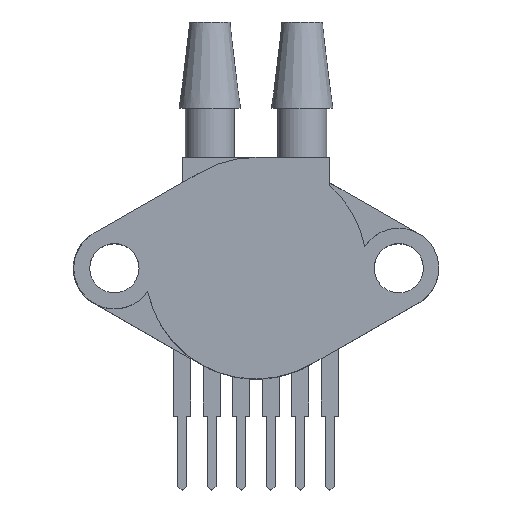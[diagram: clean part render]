
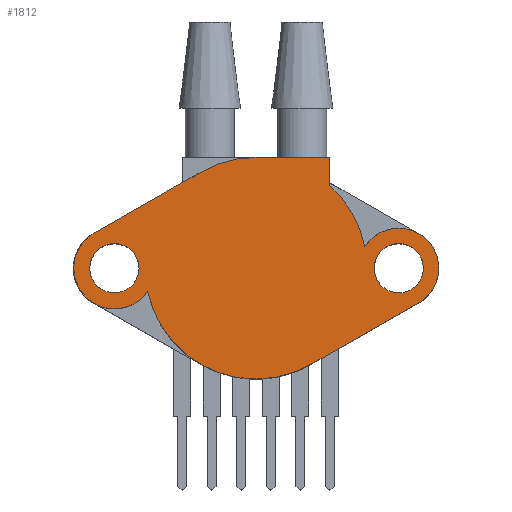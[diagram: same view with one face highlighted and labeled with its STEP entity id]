
A CAD part, top view. The second image highlights one B-rep face of the part: STEP entity #1812.
In plain terms, the highlighted planar face has unit normal (0, 0, 1).
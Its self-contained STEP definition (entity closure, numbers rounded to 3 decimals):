
#118=PLANE('',#2893);
#212=VECTOR('',#1965,1.);
#217=VECTOR('',#1971,1.);
#218=VECTOR('',#1974,1.);
#236=VECTOR('',#2021,1.);
#244=VECTOR('',#2043,1.);
#412=LINE('',#2401,#212);
#417=LINE('',#2411,#217);
#418=LINE('',#2415,#218);
#436=LINE('',#2470,#236);
#444=LINE('',#2492,#244);
#602=VERTEX_POINT('',#2356);
#603=VERTEX_POINT('',#2358);
#622=VERTEX_POINT('',#2400);
#627=VERTEX_POINT('',#2412);
#628=VERTEX_POINT('',#2413);
#629=VERTEX_POINT('',#2416);
#644=VERTEX_POINT('',#2460);
#647=VERTEX_POINT('',#2469);
#650=VERTEX_POINT('',#2480);
#654=VERTEX_POINT('',#2493);
#656=VERTEX_POINT('',#2503);
#657=VERTEX_POINT('',#2505);
#762=CIRCLE('',#2853,9.);
#778=CIRCLE('',#2879,9.);
#780=CIRCLE('',#2883,3.3);
#782=CIRCLE('',#2886,3.255);
#784=CIRCLE('',#2892,9.);
#785=CIRCLE('',#2894,2.);
#786=CIRCLE('',#2895,2.);
#817=EDGE_CURVE('',#603,#602,#762,.T.);
#839=EDGE_CURVE('',#602,#622,#412,.T.);
#844=EDGE_CURVE('',#627,#628,#417,.T.);
#846=EDGE_CURVE('',#629,#627,#418,.T.);
#869=EDGE_CURVE('',#628,#644,#778,.T.);
#874=EDGE_CURVE('',#644,#647,#436,.T.);
#876=EDGE_CURVE('',#647,#603,#780,.T.);
#880=EDGE_CURVE('',#622,#650,#782,.T.);
#886=EDGE_CURVE('',#654,#629,#444,.T.);
#890=EDGE_CURVE('',#650,#654,#784,.T.);
#891=EDGE_CURVE('',#656,#656,#785,.T.);
#892=EDGE_CURVE('',#657,#657,#786,.T.);
#1166=ORIENTED_EDGE('',*,*,#891,.F.);
#1167=ORIENTED_EDGE('',*,*,#892,.F.);
#1168=ORIENTED_EDGE('',*,*,#880,.T.);
#1169=ORIENTED_EDGE('',*,*,#890,.T.);
#1170=ORIENTED_EDGE('',*,*,#886,.T.);
#1171=ORIENTED_EDGE('',*,*,#846,.T.);
#1172=ORIENTED_EDGE('',*,*,#844,.T.);
#1173=ORIENTED_EDGE('',*,*,#869,.T.);
#1174=ORIENTED_EDGE('',*,*,#874,.T.);
#1175=ORIENTED_EDGE('',*,*,#876,.T.);
#1176=ORIENTED_EDGE('',*,*,#817,.T.);
#1177=ORIENTED_EDGE('',*,*,#839,.T.);
#1572=EDGE_LOOP('',(#1166));
#1573=EDGE_LOOP('',(#1167));
#1574=EDGE_LOOP('',(#1168,#1169,#1170,#1171,#1172,#1173,#1174,#1175,#1176,
#1177));
#1695=FACE_BOUND('',#1572,.T.);
#1696=FACE_BOUND('',#1573,.T.);
#1697=FACE_BOUND('',#1574,.T.);
#1812=ADVANCED_FACE('',(#1695,#1696,#1697),#118,.T.);
#1935=DIRECTION('',(0.,0.,1.));
#1936=DIRECTION('',(9.,0.,0.));
#1965=DIRECTION('',(0.869,0.496,0.));
#1971=DIRECTION('',(-1.,0.,0.));
#1974=DIRECTION('',(-1.,0.,0.));
#2014=DIRECTION('',(0.,0.,1.));
#2015=DIRECTION('',(9.,0.,0.));
#2021=DIRECTION('',(-0.869,-0.496,0.));
#2026=DIRECTION('',(0.,0.,1.));
#2027=DIRECTION('',(3.3,0.,0.));
#2034=DIRECTION('',(0.,0.,1.));
#2035=DIRECTION('',(3.255,0.,0.));
#2043=DIRECTION('',(0.,1.,0.));
#2051=DIRECTION('',(0.,0.,1.));
#2052=DIRECTION('',(9.,0.,0.));
#2053=DIRECTION('',(0.,0.,1.));
#2054=DIRECTION('',(0.,0.,1.));
#2055=DIRECTION('',(2.,0.,0.));
#2056=DIRECTION('',(0.,0.,1.));
#2057=DIRECTION('',(2.,0.,0.));
#2356=CARTESIAN_POINT('',(4.461,-7.817,5.5));
#2357=CARTESIAN_POINT('',(0.,0.,5.5));
#2358=CARTESIAN_POINT('',(-8.798,-1.895,5.5));
#2400=CARTESIAN_POINT('',(13.136,-2.866,5.5));
#2401=CARTESIAN_POINT('',(4.461,-7.817,5.5));
#2411=CARTESIAN_POINT('',(3.75,9.,5.5));
#2412=CARTESIAN_POINT('',(3.75,9.,5.5));
#2413=CARTESIAN_POINT('',(0.,9.,5.5));
#2415=CARTESIAN_POINT('',(6.,9.,5.5));
#2416=CARTESIAN_POINT('',(6.,9.,5.5));
#2460=CARTESIAN_POINT('',(-4.461,7.817,5.5));
#2461=CARTESIAN_POINT('',(0.,0.,5.5));
#2469=CARTESIAN_POINT('',(-13.136,2.866,5.5));
#2470=CARTESIAN_POINT('',(-4.461,7.817,5.5));
#2473=CARTESIAN_POINT('',(-11.5,0.,5.5));
#2480=CARTESIAN_POINT('',(8.833,1.727,5.5));
#2481=CARTESIAN_POINT('',(11.592,0.,5.5));
#2492=CARTESIAN_POINT('',(6.,6.708,5.5));
#2493=CARTESIAN_POINT('',(6.,6.708,5.5));
#2500=CARTESIAN_POINT('',(0.,0.,5.5));
#2501=CARTESIAN_POINT('',(0.812,-28.957,5.5));
#2502=CARTESIAN_POINT('',(11.592,0.,5.5));
#2503=CARTESIAN_POINT('',(13.592,0.,5.5));
#2504=CARTESIAN_POINT('',(-11.5,0.,5.5));
#2505=CARTESIAN_POINT('',(-9.5,0.,5.5));
#2853=AXIS2_PLACEMENT_3D('',#2357,#1935,#1936);
#2879=AXIS2_PLACEMENT_3D('',#2461,#2014,#2015);
#2883=AXIS2_PLACEMENT_3D('',#2473,#2026,#2027);
#2886=AXIS2_PLACEMENT_3D('',#2481,#2034,#2035);
#2892=AXIS2_PLACEMENT_3D('',#2500,#2051,#2052);
#2893=AXIS2_PLACEMENT_3D('',#2501,#2053,$);
#2894=AXIS2_PLACEMENT_3D('',#2502,#2054,#2055);
#2895=AXIS2_PLACEMENT_3D('',#2504,#2056,#2057);
